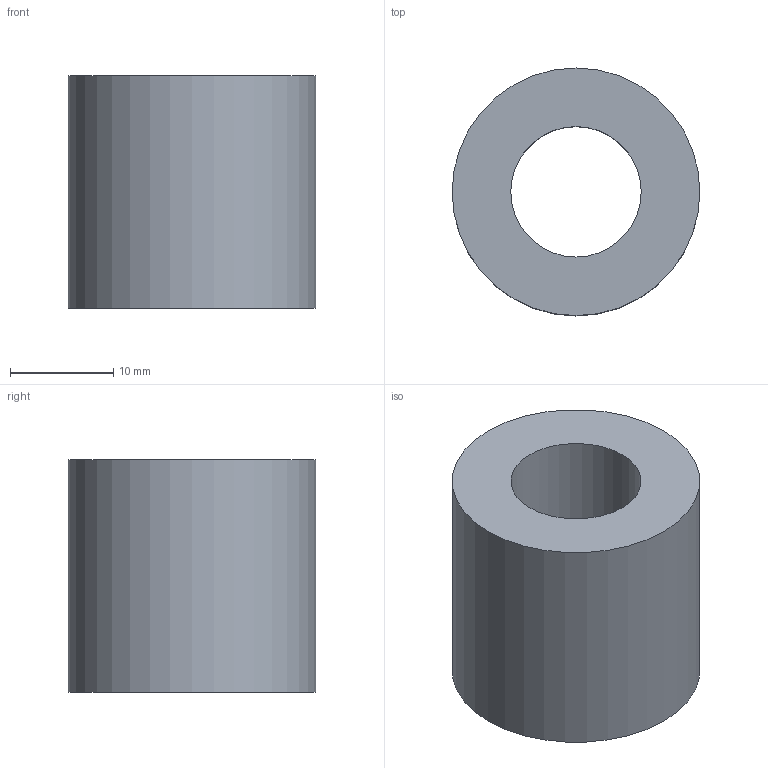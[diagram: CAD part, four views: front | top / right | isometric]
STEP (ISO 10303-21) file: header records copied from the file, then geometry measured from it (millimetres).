
FILE_DESCRIPTION(('FreeCAD Model'),'2;1');
FILE_NAME('Open CASCADE Shape Model','2024-02-22T22:24:30',(''),(''), 'Open CASCADE STEP processor 7.6','FreeCAD','Unknown');
FILE_SCHEMA(('AUTOMOTIVE_DESIGN { 1 0 10303 214 1 1 1 1 }'));
Length unit declared in the file: millimetre
Products named in the file (1): Cover Top
Bounding box: 24 x 24 x 22.5 mm (x, y, z)
Volume: 5294.6 mm3; surface area: 3909.6 mm2
Topology: 1 solids, 1 shells, 28 faces, 56 edges, 32 vertices
Faces by surface type: bspline 16, cylinder 8, plane 4
Full cylindrical faces by diameter (mm): 12.64 x1, 16.64 x1, 18.594 x3, 24 x1
Entity records: 4823 total; most frequent: CARTESIAN_POINT 3864, ORIENTED_EDGE 112, PCURVE 112, DEFINITIONAL_REPRESENTATION 112, DIRECTION 100, B_SPLINE_CURVE_WITH_KNOTS 93, EDGE_CURVE 56, SURFACE_CURVE 53
